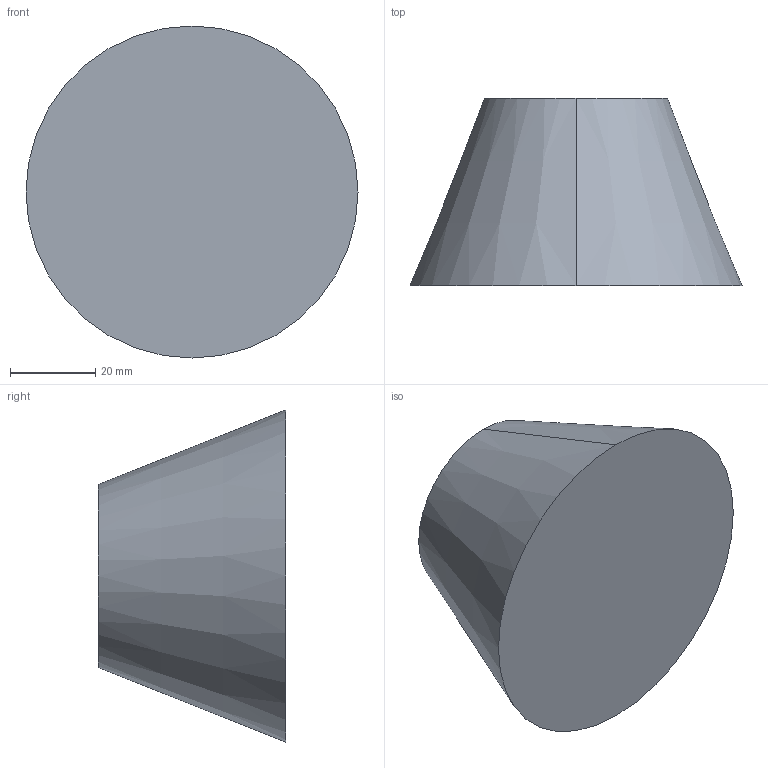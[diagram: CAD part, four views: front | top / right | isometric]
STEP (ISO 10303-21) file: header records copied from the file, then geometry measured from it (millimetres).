
FILE_DESCRIPTION((''),'2;1');
FILE_NAME('0003955934','2023-07-12T15:26:32',('T0169994'),('THALES'),'CREO PARAMETRIC BY PTC INC, 2020414','CREO PARAMETRIC BY PTC INC, 2020414','');
FILE_SCHEMA(('AUTOMOTIVE_DESIGN { 1 0 10303 214 1 1 1 1 }'));
Length unit declared in the file: millimetre
Products named in the file (1): 0003955934
Bounding box: 78 x 44 x 78 mm (x, y, z)
Volume: 128550 mm3; surface area: 16557.8 mm2
Topology: 1 solids, 2 shells, 11 faces, 24 edges, 15 vertices
Faces by surface type: cone 4, cylinder 4, plane 3
Entity records: 617 total; most frequent: COLOUR_RGB 111, DIRECTION 60, CARTESIAN_POINT 51, ORIENTED_EDGE 40, PROPERTY_DEFINITION 33, REPRESENTATION 31, PROPERTY_DEFINITION_REPRESENTATION 31, AXIS2_PLACEMENT_3D 26
